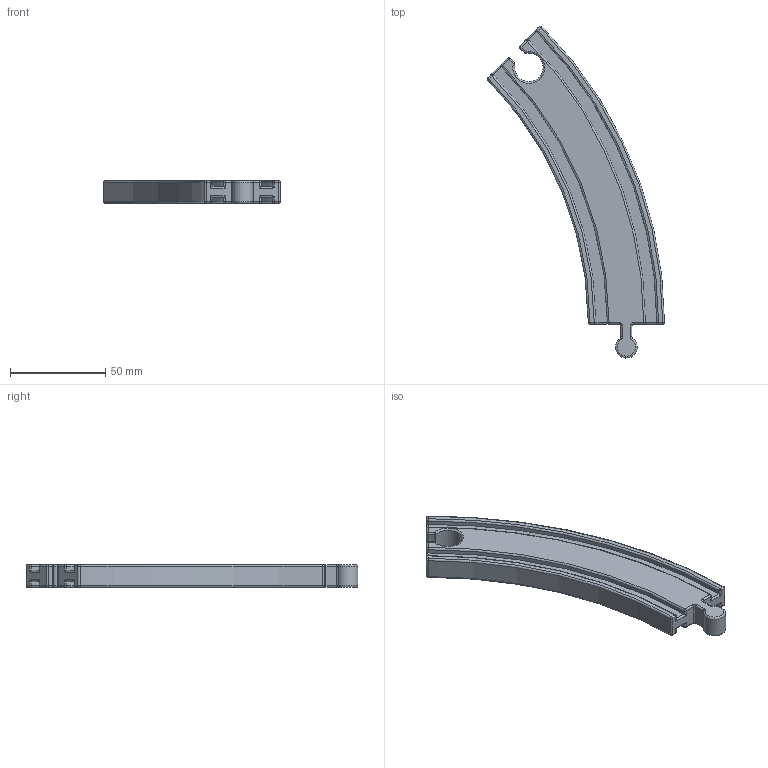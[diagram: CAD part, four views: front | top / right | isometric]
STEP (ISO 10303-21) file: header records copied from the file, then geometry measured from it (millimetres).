
FILE_DESCRIPTION(('FreeCAD Model'),'2;1');
FILE_NAME('Curve 182mm 45deg Brio E.step','2018-12-18T21:14:58',('Author'),(''), 'Open CASCADE STEP processor 6.8','FreeCAD','Unknown');
FILE_SCHEMA(('AUTOMOTIVE_DESIGN { 1 0 10303 214 1 1 1 1 }'));
Length unit declared in the file: millimetre
Products named in the file (1): Fillet
Bounding box: 92.93 x 174.29 x 12 mm (x, y, z)
Volume: 63556.9 mm3; surface area: 21035.7 mm2
Topology: 1 solids, 1 shells, 152 faces, 364 edges, 182 vertices
Faces by surface type: cylinder 72, sphere 32, torus 24, plane 18, bspline 6
Entity records: 8911 total; most frequent: CARTESIAN_POINT 2395, DIRECTION 1204, ORIENTED_EDGE 664, PCURVE 664, DEFINITIONAL_REPRESENTATION 664, LINE 524, VECTOR 524, AXIS2_PLACEMENT_3D 333
